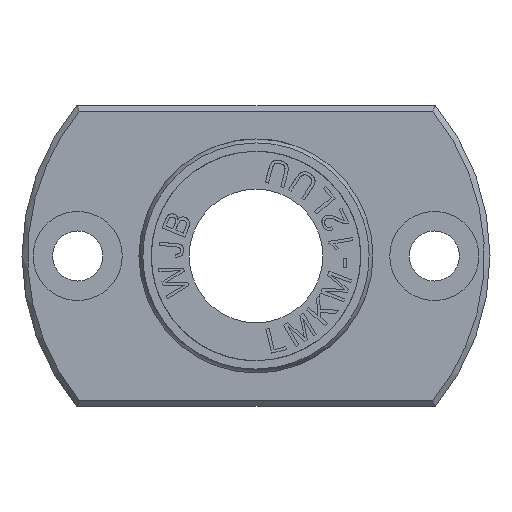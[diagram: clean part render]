
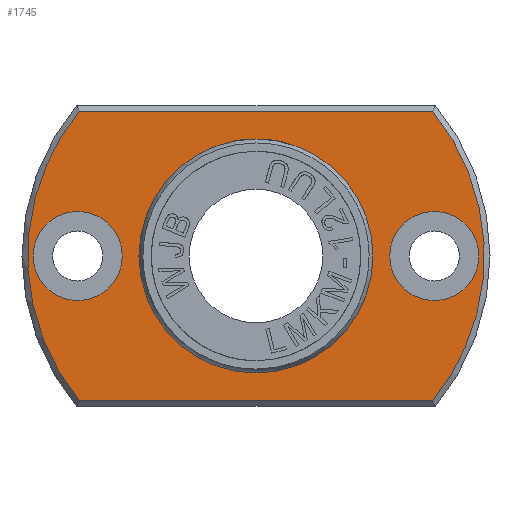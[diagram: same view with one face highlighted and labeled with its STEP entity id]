
A CAD part, left-side view. The second image highlights one B-rep face of the part: STEP entity #1745.
In plain terms, the highlighted planar face has unit normal (-1, 0, 0).
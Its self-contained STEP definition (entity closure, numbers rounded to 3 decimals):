
#1745=ADVANCED_FACE('',(#2500,#2501,#2502,#2503),#2144,.T.);
#2144=PLANE('',#7290);
#2422=CIRCLE('',#7288,4.);
#2423=CIRCLE('',#7289,4.);
#2500=FACE_BOUND('',#2594,.T.);
#2501=FACE_BOUND('',#2595,.T.);
#2502=FACE_BOUND('',#2596,.T.);
#2503=FACE_BOUND('',#2597,.T.);
#2594=EDGE_LOOP('',(#3063,#3064));
#2595=EDGE_LOOP('',(#3065));
#2596=EDGE_LOOP('',(#3066,#3067,#3068,#3069));
#2597=EDGE_LOOP('',(#3070));
#3063=ORIENTED_EDGE('',*,*,#5805,.T.);
#3064=ORIENTED_EDGE('',*,*,#5806,.T.);
#3065=ORIENTED_EDGE('',*,*,#5807,.F.);
#3066=ORIENTED_EDGE('',*,*,#5808,.F.);
#3067=ORIENTED_EDGE('',*,*,#5809,.F.);
#3068=ORIENTED_EDGE('',*,*,#5810,.F.);
#3069=ORIENTED_EDGE('',*,*,#5811,.F.);
#3070=ORIENTED_EDGE('',*,*,#5812,.F.);
#5113=VERTEX_POINT('',#9187);
#5114=VERTEX_POINT('',#9188);
#5115=VERTEX_POINT('',#9200);
#5116=VERTEX_POINT('',#9207);
#5117=VERTEX_POINT('',#9208);
#5118=VERTEX_POINT('',#9213);
#5119=VERTEX_POINT('',#9220);
#5120=VERTEX_POINT('',#9226);
#5805=EDGE_CURVE('',#5113,#5114,#6830,.T.);
#5806=EDGE_CURVE('',#5114,#5113,#6831,.T.);
#5807=EDGE_CURVE('',#5115,#5115,#2422,.T.);
#5808=EDGE_CURVE('',#5116,#5117,#6832,.T.);
#5809=EDGE_CURVE('',#5118,#5116,#6833,.T.);
#5810=EDGE_CURVE('',#5119,#5118,#6834,.T.);
#5811=EDGE_CURVE('',#5117,#5119,#6835,.T.);
#5812=EDGE_CURVE('',#5120,#5120,#2423,.T.);
#6830=B_SPLINE_CURVE_WITH_KNOTS('',3,(#9177,#9178,#9179,#9180,#9181,#9182,
#9183,#9184,#9185,#9186),.UNSPECIFIED.,.F.,.F.,(4,2,2,2,4),(0.,0.25,0.5,
0.75,1.),.UNSPECIFIED.);
#6831=B_SPLINE_CURVE_WITH_KNOTS('',3,(#9189,#9190,#9191,#9192,#9193,#9194,
#9195,#9196,#9197,#9198),.UNSPECIFIED.,.F.,.F.,(4,2,2,2,4),(0.,0.25,0.5,
0.75,1.),.UNSPECIFIED.);
#6832=B_SPLINE_CURVE_WITH_KNOTS('',3,(#9201,#9202,#9203,#9204,#9205,#9206),
 .UNSPECIFIED.,.F.,.F.,(4,2,4),(0.,0.5,1.),.UNSPECIFIED.);
#6833=B_SPLINE_CURVE_WITH_KNOTS('',3,(#9209,#9210,#9211,#9212),.UNSPECIFIED.,
 .F.,.F.,(4,4),(0.,1.),.UNSPECIFIED.);
#6834=B_SPLINE_CURVE_WITH_KNOTS('',3,(#9214,#9215,#9216,#9217,#9218,#9219),
 .UNSPECIFIED.,.F.,.F.,(4,2,4),(0.,0.5,1.),.UNSPECIFIED.);
#6835=B_SPLINE_CURVE_WITH_KNOTS('',3,(#9221,#9222,#9223,#9224),.UNSPECIFIED.,
 .F.,.F.,(4,4),(0.,1.),.UNSPECIFIED.);
#7288=AXIS2_PLACEMENT_3D('',#9199,#7706,#7707);
#7289=AXIS2_PLACEMENT_3D('',#9225,#7708,#7709);
#7290=AXIS2_PLACEMENT_3D('',#9227,#7710,#7711);
#7706=DIRECTION('',(-1.,0.,0.));
#7707=DIRECTION('',(0.,0.,1.));
#7708=DIRECTION('',(-1.,0.,0.));
#7709=DIRECTION('',(0.,0.,1.));
#7710=DIRECTION('',(-1.,0.,0.));
#7711=DIRECTION('',(0.,0.,1.));
#9177=CARTESIAN_POINT('',(0.,0.,10.286));
#9178=CARTESIAN_POINT('',(0.,-2.704,10.285));
#9179=CARTESIAN_POINT('',(0.,-5.363,9.183));
#9180=CARTESIAN_POINT('',(0.,-9.183,5.363));
#9181=CARTESIAN_POINT('',(0.,-10.286,2.702));
#9182=CARTESIAN_POINT('',(0.,-10.286,-2.702));
#9183=CARTESIAN_POINT('',(0.,-9.183,-5.363));
#9184=CARTESIAN_POINT('',(0.,-5.363,-9.183));
#9185=CARTESIAN_POINT('',(0.,-2.704,-10.285));
#9186=CARTESIAN_POINT('',(0.,0.,-10.286));
#9187=CARTESIAN_POINT('',(0.,0.,10.286));
#9188=CARTESIAN_POINT('',(0.,0.,-10.286));
#9189=CARTESIAN_POINT('',(0.,0.,-10.286));
#9190=CARTESIAN_POINT('',(0.,2.704,-10.285));
#9191=CARTESIAN_POINT('',(0.,5.363,-9.183));
#9192=CARTESIAN_POINT('',(0.,9.183,-5.363));
#9193=CARTESIAN_POINT('',(0.,10.286,-2.702));
#9194=CARTESIAN_POINT('',(0.,10.286,2.702));
#9195=CARTESIAN_POINT('',(0.,9.183,5.363));
#9196=CARTESIAN_POINT('',(0.,5.363,9.183));
#9197=CARTESIAN_POINT('',(0.,2.704,10.285));
#9198=CARTESIAN_POINT('',(0.,0.,10.286));
#9199=CARTESIAN_POINT('',(0.,16.,0.));
#9200=CARTESIAN_POINT('',(0.,16.,4.));
#9201=CARTESIAN_POINT('',(0.,-15.851,13.));
#9202=CARTESIAN_POINT('',(0.,-18.827,9.371));
#9203=CARTESIAN_POINT('',(0.,-20.5,4.694));
#9204=CARTESIAN_POINT('',(0.,-20.5,-4.694));
#9205=CARTESIAN_POINT('',(0.,-18.827,-9.371));
#9206=CARTESIAN_POINT('',(0.,-15.851,-13.));
#9207=CARTESIAN_POINT('',(0.,-15.851,13.));
#9208=CARTESIAN_POINT('',(0.,-15.851,-13.));
#9209=CARTESIAN_POINT('',(0.,15.851,13.));
#9210=CARTESIAN_POINT('',(0.,5.284,13.));
#9211=CARTESIAN_POINT('',(0.,-5.284,13.));
#9212=CARTESIAN_POINT('',(0.,-15.851,13.));
#9213=CARTESIAN_POINT('',(0.,15.851,13.));
#9214=CARTESIAN_POINT('',(0.,15.851,-13.));
#9215=CARTESIAN_POINT('',(0.,18.827,-9.371));
#9216=CARTESIAN_POINT('',(0.,20.5,-4.694));
#9217=CARTESIAN_POINT('',(0.,20.5,4.694));
#9218=CARTESIAN_POINT('',(0.,18.827,9.371));
#9219=CARTESIAN_POINT('',(0.,15.851,13.));
#9220=CARTESIAN_POINT('',(0.,15.851,-13.));
#9221=CARTESIAN_POINT('',(0.,-15.851,-13.));
#9222=CARTESIAN_POINT('',(0.,-5.284,-13.));
#9223=CARTESIAN_POINT('',(0.,5.284,-13.));
#9224=CARTESIAN_POINT('',(0.,15.851,-13.));
#9225=CARTESIAN_POINT('',(0.,-16.,0.));
#9226=CARTESIAN_POINT('',(0.,-16.,4.));
#9227=CARTESIAN_POINT('',(0.,-20.91,-20.5));
